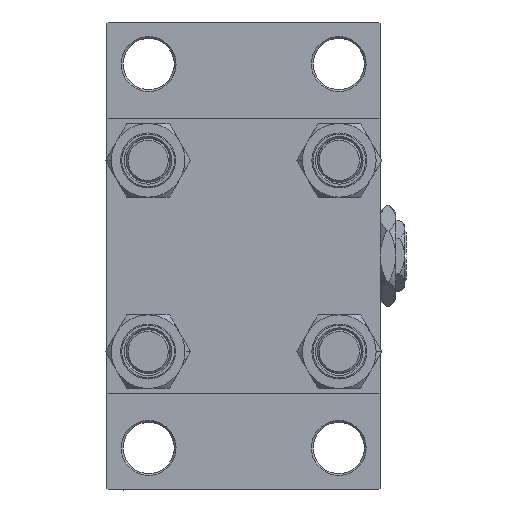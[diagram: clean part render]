
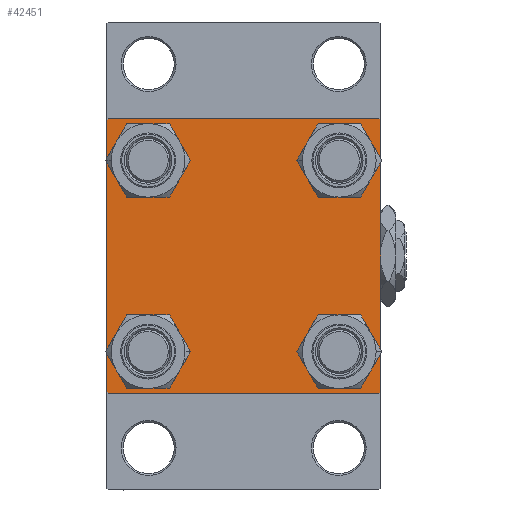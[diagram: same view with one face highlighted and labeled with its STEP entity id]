
A CAD part, left-side view. The second image highlights one B-rep face of the part: STEP entity #42451.
In plain terms, the highlighted planar face has unit normal (-1, 0, 0).
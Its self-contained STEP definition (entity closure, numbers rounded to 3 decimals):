
#45 = FACE_BOUND ( 'NONE', #42546, .T. ) ;
#285 = DIRECTION ( 'NONE',  ( -1., 0., 0. ) ) ;
#524 = PLANE ( 'NONE',  #7619 ) ;
#610 = DIRECTION ( 'NONE',  ( 1., 0., 0. ) ) ;
#753 = CARTESIAN_POINT ( 'NONE',  ( 0., 37.5, -37.5 ) ) ;
#980 = DIRECTION ( 'NONE',  ( 0., 0., 1. ) ) ;
#1423 = LINE ( 'NONE', #43193, #15954 ) ;
#2079 = ORIENTED_EDGE ( 'NONE', *, *, #7044, .F. ) ;
#2616 = EDGE_CURVE ( 'NONE', #10533, #22480, #39800, .T. ) ;
#3120 = ORIENTED_EDGE ( 'NONE', *, *, #15320, .T. ) ;
#3317 = CARTESIAN_POINT ( 'NONE',  ( 0., 37., 37.5 ) ) ;
#3564 = FACE_OUTER_BOUND ( 'NONE', #49283, .T. ) ;
#3683 = EDGE_CURVE ( 'NONE', #43683, #22324, #25145, .T. ) ;
#3859 = DIRECTION ( 'NONE',  ( 1., 0., 0. ) ) ;
#4244 = DIRECTION ( 'NONE',  ( 1., 0., 0. ) ) ;
#5690 = CARTESIAN_POINT ( 'NONE',  ( 0., -26.15, -19.65 ) ) ;
#5965 = CARTESIAN_POINT ( 'NONE',  ( 0., -26.15, -26.15 ) ) ;
#6642 = CARTESIAN_POINT ( 'NONE',  ( 0., -26.15, 26.15 ) ) ;
#6669 = VECTOR ( 'NONE', #34986, 1000. ) ;
#7044 = EDGE_CURVE ( 'NONE', #39134, #35335, #20771, .T. ) ;
#7522 = LINE ( 'NONE', #30422, #9638 ) ;
#7619 = AXIS2_PLACEMENT_3D ( 'NONE', #46078, #285, #42296 ) ;
#7966 = VERTEX_POINT ( 'NONE', #22196 ) ;
#8226 = EDGE_CURVE ( 'NONE', #29483, #46837, #17730, .T. ) ;
#9530 = CARTESIAN_POINT ( 'NONE',  ( 0., -37.5, 37.5 ) ) ;
#9629 = DIRECTION ( 'NONE',  ( 0., -0.707, -0.707 ) ) ;
#9638 = VECTOR ( 'NONE', #38214, 1000. ) ;
#9668 = CIRCLE ( 'NONE', #49022, 6.5 ) ;
#9743 = DIRECTION ( 'NONE',  ( 1., 0., 0. ) ) ;
#9883 = CARTESIAN_POINT ( 'NONE',  ( 0., 37.25, -37.25 ) ) ;
#10533 = VERTEX_POINT ( 'NONE', #17527 ) ;
#10749 = CIRCLE ( 'NONE', #38858, 6.5 ) ;
#11058 = EDGE_CURVE ( 'NONE', #22480, #28588, #36790, .T. ) ;
#12528 = EDGE_CURVE ( 'NONE', #41841, #38609, #35553, .T. ) ;
#13062 = DIRECTION ( 'NONE',  ( 0., 0., -1. ) ) ;
#13470 = DIRECTION ( 'NONE',  ( 0., -1., 0. ) ) ;
#13892 = AXIS2_PLACEMENT_3D ( 'NONE', #44451, #9743, #25594 ) ;
#13935 = DIRECTION ( 'NONE',  ( 1., 0., 0. ) ) ;
#14065 = ORIENTED_EDGE ( 'NONE', *, *, #49302, .T. ) ;
#15320 = EDGE_CURVE ( 'NONE', #27436, #15996, #42751, .T. ) ;
#15335 = DIRECTION ( 'NONE',  ( 0., 0., 1. ) ) ;
#15954 = VECTOR ( 'NONE', #35665, 1000. ) ;
#15996 = VERTEX_POINT ( 'NONE', #45378 ) ;
#17121 = CARTESIAN_POINT ( 'NONE',  ( 0., -37., -37.5 ) ) ;
#17251 = CARTESIAN_POINT ( 'NONE',  ( 0., 37.5, 37.5 ) ) ;
#17387 = CARTESIAN_POINT ( 'NONE',  ( 0., 37.5, 37.5 ) ) ;
#17527 = CARTESIAN_POINT ( 'NONE',  ( 0., 37.5, 37. ) ) ;
#17578 = EDGE_CURVE ( 'NONE', #28588, #36257, #18892, .T. ) ;
#17730 = CIRCLE ( 'NONE', #48253, 6.5 ) ;
#18488 = VECTOR ( 'NONE', #13470, 1000. ) ;
#18761 = EDGE_CURVE ( 'NONE', #40763, #7966, #23593, .T. ) ;
#18892 = LINE ( 'NONE', #753, #6669 ) ;
#19657 = LINE ( 'NONE', #28885, #48911 ) ;
#19811 = CIRCLE ( 'NONE', #38316, 6.5 ) ;
#20771 = LINE ( 'NONE', #17251, #18488 ) ;
#20914 = CARTESIAN_POINT ( 'NONE',  ( 0., -26.15, 32.65 ) ) ;
#21113 = ORIENTED_EDGE ( 'NONE', *, *, #17578, .T. ) ;
#21975 = AXIS2_PLACEMENT_3D ( 'NONE', #5965, #40664, #45189 ) ;
#22196 = CARTESIAN_POINT ( 'NONE',  ( 0., -26.15, -32.65 ) ) ;
#22324 = VERTEX_POINT ( 'NONE', #40761 ) ;
#22480 = VERTEX_POINT ( 'NONE', #42492 ) ;
#22686 = FACE_BOUND ( 'NONE', #30178, .T. ) ;
#23271 = CARTESIAN_POINT ( 'NONE',  ( 0., 26.15, -26.15 ) ) ;
#23483 = AXIS2_PLACEMENT_3D ( 'NONE', #34078, #3859, #49409 ) ;
#23593 = CIRCLE ( 'NONE', #21975, 6.5 ) ;
#24864 = DIRECTION ( 'NONE',  ( 0., 0.707, -0.707 ) ) ;
#25145 = LINE ( 'NONE', #9530, #42427 ) ;
#25220 = EDGE_CURVE ( 'NONE', #43683, #35335, #7522, .T. ) ;
#25594 = DIRECTION ( 'NONE',  ( 0., 0., 1. ) ) ;
#25865 = VECTOR ( 'NONE', #9629, 1000. ) ;
#26135 = EDGE_CURVE ( 'NONE', #39134, #10533, #19657, .T. ) ;
#26721 = FACE_BOUND ( 'NONE', #36568, .T. ) ;
#26832 = CARTESIAN_POINT ( 'NONE',  ( 0., 26.15, -32.65 ) ) ;
#27436 = VERTEX_POINT ( 'NONE', #26832 ) ;
#27842 = CARTESIAN_POINT ( 'NONE',  ( 0., -26.15, 19.65 ) ) ;
#28193 = ORIENTED_EDGE ( 'NONE', *, *, #3683, .F. ) ;
#28588 = VERTEX_POINT ( 'NONE', #34386 ) ;
#28850 = ORIENTED_EDGE ( 'NONE', *, *, #18761, .T. ) ;
#28885 = CARTESIAN_POINT ( 'NONE',  ( 0., 37.25, 37.25 ) ) ;
#29304 = DIRECTION ( 'NONE',  ( 0., 0., 1. ) ) ;
#29483 = VERTEX_POINT ( 'NONE', #27842 ) ;
#29944 = EDGE_CURVE ( 'NONE', #7966, #40763, #9668, .T. ) ;
#30178 = EDGE_LOOP ( 'NONE', ( #31663, #35760 ) ) ;
#30422 = CARTESIAN_POINT ( 'NONE',  ( 0., -37.25, 37.25 ) ) ;
#30949 = CARTESIAN_POINT ( 'NONE',  ( 0., 26.15, 26.15 ) ) ;
#31663 = ORIENTED_EDGE ( 'NONE', *, *, #12528, .T. ) ;
#32504 = DIRECTION ( 'NONE',  ( 1., 0., 0. ) ) ;
#32994 = CARTESIAN_POINT ( 'NONE',  ( 0., -26.15, -26.15 ) ) ;
#33143 = AXIS2_PLACEMENT_3D ( 'NONE', #30949, #34965, #980 ) ;
#34078 = CARTESIAN_POINT ( 'NONE',  ( 0., 26.15, -26.15 ) ) ;
#34386 = CARTESIAN_POINT ( 'NONE',  ( 0., 37., -37.5 ) ) ;
#34965 = DIRECTION ( 'NONE',  ( 1., 0., 0. ) ) ;
#34986 = DIRECTION ( 'NONE',  ( 0., -1., 0. ) ) ;
#35335 = VERTEX_POINT ( 'NONE', #48374 ) ;
#35479 = ORIENTED_EDGE ( 'NONE', *, *, #29944, .T. ) ;
#35553 = CIRCLE ( 'NONE', #33143, 6.5 ) ;
#35665 = DIRECTION ( 'NONE',  ( 0., -0.707, 0.707 ) ) ;
#35760 = ORIENTED_EDGE ( 'NONE', *, *, #38377, .T. ) ;
#36257 = VERTEX_POINT ( 'NONE', #17121 ) ;
#36365 = CARTESIAN_POINT ( 'NONE',  ( 0., 26.15, 19.65 ) ) ;
#36568 = EDGE_LOOP ( 'NONE', ( #43180, #3120 ) ) ;
#36790 = LINE ( 'NONE', #9883, #25865 ) ;
#37178 = CARTESIAN_POINT ( 'NONE',  ( 0., -37.5, 37. ) ) ;
#37979 = EDGE_CURVE ( 'NONE', #15996, #27436, #10749, .T. ) ;
#38056 = ORIENTED_EDGE ( 'NONE', *, *, #11058, .T. ) ;
#38065 = ORIENTED_EDGE ( 'NONE', *, *, #48440, .T. ) ;
#38214 = DIRECTION ( 'NONE',  ( 0., 0.707, 0.707 ) ) ;
#38316 = AXIS2_PLACEMENT_3D ( 'NONE', #6642, #13935, #29304 ) ;
#38377 = EDGE_CURVE ( 'NONE', #38609, #41841, #44530, .T. ) ;
#38603 = DIRECTION ( 'NONE',  ( 0., 0., 1. ) ) ;
#38609 = VERTEX_POINT ( 'NONE', #36365 ) ;
#38858 = AXIS2_PLACEMENT_3D ( 'NONE', #23271, #610, #38603 ) ;
#39019 = FACE_BOUND ( 'NONE', #46579, .T. ) ;
#39134 = VERTEX_POINT ( 'NONE', #3317 ) ;
#39800 = LINE ( 'NONE', #17387, #47207 ) ;
#40664 = DIRECTION ( 'NONE',  ( 1., 0., 0. ) ) ;
#40761 = CARTESIAN_POINT ( 'NONE',  ( 0., -37.5, -37. ) ) ;
#40763 = VERTEX_POINT ( 'NONE', #5690 ) ;
#41275 = ORIENTED_EDGE ( 'NONE', *, *, #8226, .T. ) ;
#41841 = VERTEX_POINT ( 'NONE', #45014 ) ;
#42296 = DIRECTION ( 'NONE',  ( 0., 0., 1. ) ) ;
#42427 = VECTOR ( 'NONE', #13062, 1000. ) ;
#42451 = ADVANCED_FACE ( 'NONE', ( #39019, #45, #26721, #22686, #3564 ), #524, .T. ) ;
#42492 = CARTESIAN_POINT ( 'NONE',  ( 0., 37.5, -37. ) ) ;
#42546 = EDGE_LOOP ( 'NONE', ( #28850, #35479 ) ) ;
#42751 = CIRCLE ( 'NONE', #23483, 6.5 ) ;
#43180 = ORIENTED_EDGE ( 'NONE', *, *, #37979, .T. ) ;
#43193 = CARTESIAN_POINT ( 'NONE',  ( 0., -37.25, -37.25 ) ) ;
#43221 = CARTESIAN_POINT ( 'NONE',  ( 0., -26.15, 26.15 ) ) ;
#43683 = VERTEX_POINT ( 'NONE', #37178 ) ;
#44293 = DIRECTION ( 'NONE',  ( 0., 0., 1. ) ) ;
#44451 = CARTESIAN_POINT ( 'NONE',  ( 0., 26.15, 26.15 ) ) ;
#44530 = CIRCLE ( 'NONE', #13892, 6.5 ) ;
#45014 = CARTESIAN_POINT ( 'NONE',  ( 0., 26.15, 32.65 ) ) ;
#45189 = DIRECTION ( 'NONE',  ( 0., 0., 1. ) ) ;
#45231 = ORIENTED_EDGE ( 'NONE', *, *, #25220, .T. ) ;
#45310 = ORIENTED_EDGE ( 'NONE', *, *, #2616, .T. ) ;
#45378 = CARTESIAN_POINT ( 'NONE',  ( 0., 26.15, -19.65 ) ) ;
#46078 = CARTESIAN_POINT ( 'NONE',  ( 0., 0., 0. ) ) ;
#46579 = EDGE_LOOP ( 'NONE', ( #38065, #41275 ) ) ;
#46837 = VERTEX_POINT ( 'NONE', #20914 ) ;
#47207 = VECTOR ( 'NONE', #47835, 1000. ) ;
#47504 = ORIENTED_EDGE ( 'NONE', *, *, #26135, .T. ) ;
#47835 = DIRECTION ( 'NONE',  ( 0., 0., -1. ) ) ;
#48253 = AXIS2_PLACEMENT_3D ( 'NONE', #43221, #4244, #15335 ) ;
#48374 = CARTESIAN_POINT ( 'NONE',  ( 0., -37., 37.5 ) ) ;
#48440 = EDGE_CURVE ( 'NONE', #46837, #29483, #19811, .T. ) ;
#48911 = VECTOR ( 'NONE', #24864, 1000. ) ;
#49022 = AXIS2_PLACEMENT_3D ( 'NONE', #32994, #32504, #44293 ) ;
#49283 = EDGE_LOOP ( 'NONE', ( #45310, #38056, #21113, #14065, #28193, #45231, #2079, #47504 ) ) ;
#49302 = EDGE_CURVE ( 'NONE', #36257, #22324, #1423, .T. ) ;
#49409 = DIRECTION ( 'NONE',  ( 0., 0., 1. ) ) ;
